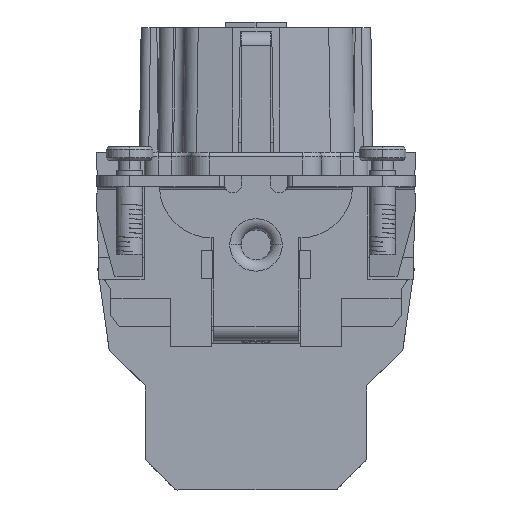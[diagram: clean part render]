
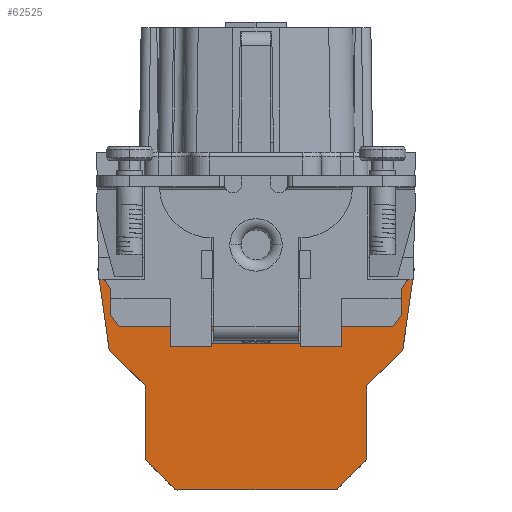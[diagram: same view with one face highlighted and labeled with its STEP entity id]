
A CAD part, front view. The second image highlights one B-rep face of the part: STEP entity #62525.
In plain terms, the highlighted planar face has unit normal (0, -1, 0).
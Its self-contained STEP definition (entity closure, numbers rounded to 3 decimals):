
#14743=DIRECTION('',(0.014,0.,1.));
#14744=VECTOR('',#14743,1.101);
#14745=CARTESIAN_POINT('',(16.824,-79.496,
-10.081));
#14746=LINE('',#14745,#14744);
#14755=DIRECTION('',(-0.033,0.,0.999));
#14756=VECTOR('',#14755,1.137);
#14757=CARTESIAN_POINT('',(16.877,-79.496,-10.117));
#14758=LINE('',#14757,#14756);
#14759=DIRECTION('',(0.14,0.,0.99));
#14760=VECTOR('',#14759,8.588);
#14761=CARTESIAN_POINT('',(15.671,-79.496,-18.62));
#14762=LINE('',#14761,#14760);
#14763=DIRECTION('',(0.708,0.,0.706));
#14764=VECTOR('',#14763,5.431);
#14765=CARTESIAN_POINT('',(11.826,-79.496,-22.455));
#14766=LINE('',#14765,#14764);
#14767=DIRECTION('',(0.,0.,1.));
#14768=VECTOR('',#14767,7.845);
#14769=CARTESIAN_POINT('',(11.826,-79.496,-30.3));
#14770=LINE('',#14769,#14768);
#14771=DIRECTION('',(0.706,0.,0.709));
#14772=VECTOR('',#14771,4.393);
#14773=CARTESIAN_POINT('',(8.726,-79.496,
-33.413));
#14774=LINE('',#14773,#14772);
#14775=CARTESIAN_POINT('',(8.372,-79.496,-33.06));
#14776=DIRECTION('',(0.,-1.,0.));
#14777=DIRECTION('',(0.,0.,-1.));
#14778=AXIS2_PLACEMENT_3D('',#14775,#14776,#14777);
#14780=DIRECTION('',(1.,0.,0.));
#14781=VECTOR('',#14780,16.744);
#14782=CARTESIAN_POINT('',(-8.372,-79.496,
-33.561));
#14783=LINE('',#14782,#14781);
#14784=CARTESIAN_POINT('',(-8.372,-79.496,-33.061));
#14785=DIRECTION('',(0.,-1.,0.));
#14786=DIRECTION('',(-0.709,0.,-0.706));
#14787=AXIS2_PLACEMENT_3D('',#14784,#14785,#14786);
#14789=DIRECTION('',(0.706,0.,-0.709));
#14790=VECTOR('',#14789,4.394);
#14791=CARTESIAN_POINT('',(-11.827,-79.496,-30.3));
#14792=LINE('',#14791,#14790);
#14793=DIRECTION('',(0.,0.,-1.));
#14794=VECTOR('',#14793,7.845);
#14795=CARTESIAN_POINT('',(-11.827,-79.496,-22.455));
#14796=LINE('',#14795,#14794);
#14797=DIRECTION('',(0.708,0.,-0.706));
#14798=VECTOR('',#14797,5.431);
#14799=CARTESIAN_POINT('',(-15.672,-79.496,-18.62));
#14800=LINE('',#14799,#14798);
#14801=DIRECTION('',(0.14,0.,-0.99));
#14802=VECTOR('',#14801,8.588);
#14803=CARTESIAN_POINT('',(-16.878,-79.496,-10.117));
#14804=LINE('',#14803,#14802);
#14805=DIRECTION('',(-0.033,0.,-0.999));
#14806=VECTOR('',#14805,1.16);
#14807=CARTESIAN_POINT('',(-16.84,-79.496,
-8.958));
#14808=LINE('',#14807,#14806);
#14809=DIRECTION('',(-0.53,0.,-0.848));
#14810=VECTOR('',#14809,2.499);
#14811=CARTESIAN_POINT('',(16.824,-79.496,
-10.081));
#14812=LINE('',#14811,#14810);
#14821=DIRECTION('',(0.,0.,-1.));
#14822=VECTOR('',#14821,2.7);
#14823=CARTESIAN_POINT('',(15.5,-79.496,-12.2));
#14824=LINE('',#14823,#14822);
#14833=DIRECTION('',(-0.6,0.,-0.8));
#14834=VECTOR('',#14833,1.5);
#14835=CARTESIAN_POINT('',(15.5,-79.496,-14.9));
#14836=LINE('',#14835,#14834);
#14841=DIRECTION('',(-1.,0.,0.));
#14842=VECTOR('',#14841,2.);
#14843=CARTESIAN_POINT('',(14.6,-79.496,-16.1));
#14844=LINE('',#14843,#14842);
#14845=DIRECTION('',(-1.,0.,0.));
#14846=VECTOR('',#14845,25.);
#14847=CARTESIAN_POINT('',(10.4,-79.496,-16.1));
#14848=LINE('',#14847,#14846);
#14881=DIRECTION('',(0.,0.,1.));
#14882=VECTOR('',#14881,9.9);
#14883=CARTESIAN_POINT('',(12.6,-79.496,-16.1));
#14884=LINE('',#14883,#14882);
#14889=CARTESIAN_POINT('',(11.5,-79.496,-6.2));
#14890=DIRECTION('',(0.,-1.,0.));
#14891=DIRECTION('',(1.,0.,0.));
#14892=AXIS2_PLACEMENT_3D('',#14889,#14890,#14891);
#14902=DIRECTION('',(0.,0.,-1.));
#14903=VECTOR('',#14902,9.9);
#14904=CARTESIAN_POINT('',(10.4,-79.496,-6.2));
#14905=LINE('',#14904,#14903);
#14932=DIRECTION('',(0.6,0.,-0.8));
#14933=VECTOR('',#14932,1.5);
#14934=CARTESIAN_POINT('',(-15.5,-79.496,-14.9));
#14935=LINE('',#14934,#14933);
#14940=DIRECTION('',(0.,0.,-1.));
#14941=VECTOR('',#14940,2.7);
#14942=CARTESIAN_POINT('',(-15.5,-79.496,-12.2));
#14943=LINE('',#14942,#14941);
#14952=DIRECTION('',(0.53,0.,-0.848));
#14953=VECTOR('',#14952,2.499);
#14954=CARTESIAN_POINT('',(-16.824,-79.496,
-10.081));
#14955=LINE('',#14954,#14953);
#14964=DIRECTION('',(-0.014,0.,1.));
#14965=VECTOR('',#14964,1.123);
#14966=CARTESIAN_POINT('',(-16.824,-79.496,
-10.081));
#14967=LINE('',#14966,#14965);
#37818=CARTESIAN_POINT('',(-16.878,-79.496,-10.117));
#37819=CARTESIAN_POINT('',(-15.672,-79.496,-18.62));
#37820=VERTEX_POINT('',#37818);
#37821=VERTEX_POINT('',#37819);
#37822=CARTESIAN_POINT('',(-11.827,-79.496,-22.455));
#37823=VERTEX_POINT('',#37822);
#37824=CARTESIAN_POINT('',(-11.827,-79.496,-30.3));
#37825=VERTEX_POINT('',#37824);
#37826=CARTESIAN_POINT('',(-8.726,-79.496,
-33.414));
#37827=VERTEX_POINT('',#37826);
#37828=CARTESIAN_POINT('',(-8.372,-79.496,
-33.561));
#37829=VERTEX_POINT('',#37828);
#37830=CARTESIAN_POINT('',(8.372,-79.496,
-33.56));
#37831=VERTEX_POINT('',#37830);
#37832=CARTESIAN_POINT('',(8.726,-79.496,
-33.413));
#37833=VERTEX_POINT('',#37832);
#37834=CARTESIAN_POINT('',(11.826,-79.496,-30.3));
#37835=VERTEX_POINT('',#37834);
#37836=CARTESIAN_POINT('',(11.826,-79.496,-22.455));
#37837=VERTEX_POINT('',#37836);
#37838=CARTESIAN_POINT('',(15.671,-79.496,-18.62));
#37839=VERTEX_POINT('',#37838);
#37840=CARTESIAN_POINT('',(16.877,-79.496,-10.117));
#37841=VERTEX_POINT('',#37840);
#37842=CARTESIAN_POINT('',(16.824,-79.496,
-10.081));
#37843=CARTESIAN_POINT('',(15.5,-79.496,-12.2));
#37844=VERTEX_POINT('',#37842);
#37845=VERTEX_POINT('',#37843);
#37846=CARTESIAN_POINT('',(16.84,-79.496,
-8.981));
#37847=VERTEX_POINT('',#37846);
#37848=CARTESIAN_POINT('',(14.6,-79.496,-16.1));
#37849=CARTESIAN_POINT('',(12.6,-79.496,-16.1));
#37850=VERTEX_POINT('',#37848);
#37851=VERTEX_POINT('',#37849);
#37852=CARTESIAN_POINT('',(10.4,-79.496,-16.1));
#37853=CARTESIAN_POINT('',(-14.6,-79.496,-16.1));
#37854=VERTEX_POINT('',#37852);
#37855=VERTEX_POINT('',#37853);
#37856=CARTESIAN_POINT('',(10.4,-79.496,-6.2));
#37857=VERTEX_POINT('',#37856);
#37866=CARTESIAN_POINT('',(-16.84,-79.496,
-8.958));
#37867=VERTEX_POINT('',#37866);
#37916=CARTESIAN_POINT('',(-16.824,-79.496,
-10.081));
#37917=VERTEX_POINT('',#37916);
#37918=CARTESIAN_POINT('',(-15.5,-79.496,-12.2));
#37919=VERTEX_POINT('',#37918);
#37920=CARTESIAN_POINT('',(-15.5,-79.496,-14.9));
#37921=VERTEX_POINT('',#37920);
#37922=CARTESIAN_POINT('',(12.6,-79.496,-6.2));
#37923=VERTEX_POINT('',#37922);
#37924=CARTESIAN_POINT('',(15.5,-79.496,-14.9));
#37925=VERTEX_POINT('',#37924);
#62469=CARTESIAN_POINT('',(17.,-79.496,2.6));
#62470=DIRECTION('',(0.,1.,0.));
#62471=DIRECTION('',(0.,0.,-1.));
#62472=AXIS2_PLACEMENT_3D('',#62469,#62470,#62471);
#62473=PLANE('',#62472);
#62475=ORIENTED_EDGE('',*,*,#62474,.F.);
#62476=ORIENTED_EDGE('',*,*,#62449,.T.);
#62477=ORIENTED_EDGE('',*,*,#55119,.F.);
#62478=ORIENTED_EDGE('',*,*,#55195,.F.);
#62480=ORIENTED_EDGE('',*,*,#62479,.F.);
#62482=ORIENTED_EDGE('',*,*,#62481,.F.);
#62484=ORIENTED_EDGE('',*,*,#62483,.F.);
#62486=ORIENTED_EDGE('',*,*,#62485,.F.);
#62488=ORIENTED_EDGE('',*,*,#62487,.F.);
#62490=ORIENTED_EDGE('',*,*,#62489,.F.);
#62492=ORIENTED_EDGE('',*,*,#62491,.F.);
#62494=ORIENTED_EDGE('',*,*,#62493,.F.);
#62496=ORIENTED_EDGE('',*,*,#62495,.F.);
#62498=ORIENTED_EDGE('',*,*,#62497,.F.);
#62500=ORIENTED_EDGE('',*,*,#62499,.F.);
#62502=ORIENTED_EDGE('',*,*,#62501,.F.);
#62504=ORIENTED_EDGE('',*,*,#62503,.T.);
#62506=ORIENTED_EDGE('',*,*,#62505,.T.);
#62508=ORIENTED_EDGE('',*,*,#62507,.T.);
#62510=ORIENTED_EDGE('',*,*,#62509,.F.);
#62512=ORIENTED_EDGE('',*,*,#62511,.F.);
#62514=ORIENTED_EDGE('',*,*,#62513,.F.);
#62516=ORIENTED_EDGE('',*,*,#62515,.F.);
#62518=ORIENTED_EDGE('',*,*,#62517,.F.);
#62520=ORIENTED_EDGE('',*,*,#62519,.F.);
#62522=ORIENTED_EDGE('',*,*,#62521,.F.);
#62523=EDGE_LOOP('',(#62475,#62476,#62477,#62478,#62480,#62482,#62484,#62486,
#62488,#62490,#62492,#62494,#62496,#62498,#62500,#62502,#62504,#62506,#62508,
#62510,#62512,#62514,#62516,#62518,#62520,#62522));
#62524=FACE_OUTER_BOUND('',#62523,.F.);
#62525=ADVANCED_FACE('',(#62524),#62473,.F.);
#14779=CIRCLE('',#14778,0.5);
#14788=CIRCLE('',#14787,0.5);
#14893=CIRCLE('',#14892,1.1);
#55119=EDGE_CURVE('',#37841,#37847,#14758,.T.);
#55195=EDGE_CURVE('',#37839,#37841,#14762,.T.);
#62449=EDGE_CURVE('',#37844,#37847,#14746,.T.);
#62474=EDGE_CURVE('',#37844,#37845,#14812,.T.);
#62479=EDGE_CURVE('',#37837,#37839,#14766,.T.);
#62481=EDGE_CURVE('',#37835,#37837,#14770,.T.);
#62483=EDGE_CURVE('',#37833,#37835,#14774,.T.);
#62485=EDGE_CURVE('',#37831,#37833,#14779,.T.);
#62487=EDGE_CURVE('',#37829,#37831,#14783,.T.);
#62489=EDGE_CURVE('',#37827,#37829,#14788,.T.);
#62491=EDGE_CURVE('',#37825,#37827,#14792,.T.);
#62493=EDGE_CURVE('',#37823,#37825,#14796,.T.);
#62495=EDGE_CURVE('',#37821,#37823,#14800,.T.);
#62497=EDGE_CURVE('',#37820,#37821,#14804,.T.);
#62499=EDGE_CURVE('',#37867,#37820,#14808,.T.);
#62501=EDGE_CURVE('',#37917,#37867,#14967,.T.);
#62503=EDGE_CURVE('',#37917,#37919,#14955,.T.);
#62505=EDGE_CURVE('',#37919,#37921,#14943,.T.);
#62507=EDGE_CURVE('',#37921,#37855,#14935,.T.);
#62509=EDGE_CURVE('',#37854,#37855,#14848,.T.);
#62511=EDGE_CURVE('',#37857,#37854,#14905,.T.);
#62513=EDGE_CURVE('',#37923,#37857,#14893,.T.);
#62515=EDGE_CURVE('',#37851,#37923,#14884,.T.);
#62517=EDGE_CURVE('',#37850,#37851,#14844,.T.);
#62519=EDGE_CURVE('',#37925,#37850,#14836,.T.);
#62521=EDGE_CURVE('',#37845,#37925,#14824,.T.);
